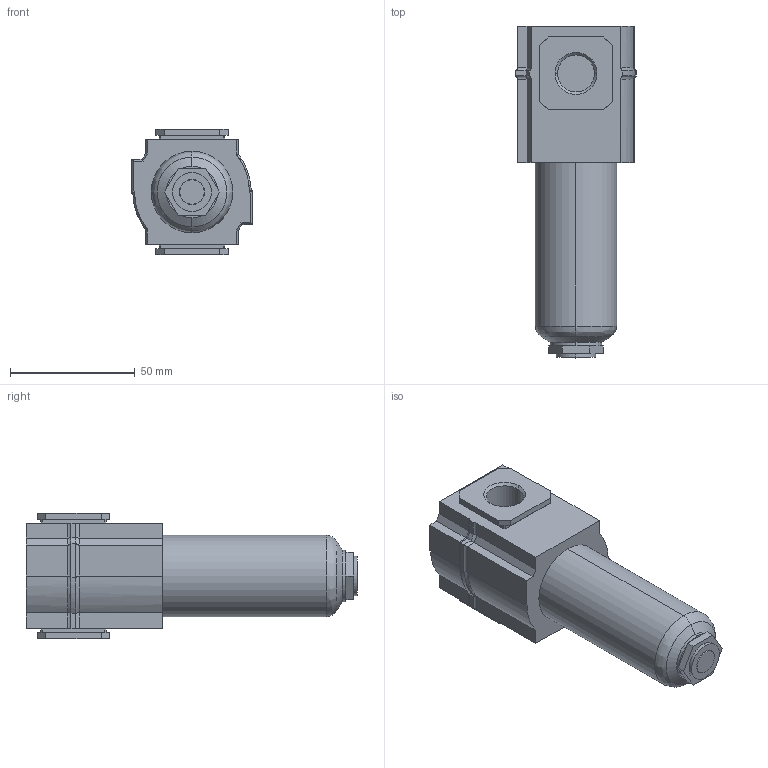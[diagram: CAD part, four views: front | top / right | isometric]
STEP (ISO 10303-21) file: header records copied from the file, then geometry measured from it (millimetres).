
FILE_DESCRIPTION (( 'STEP AP214' ), '1' );
FILE_NAME ('Norgren-F72V-3AN-ETC.STEP', '2020-12-08T14:23:59', ( '' ), ( '' ), 'SwSTEP 2.0', 'SolidWorks 2020', '' );
FILE_SCHEMA (( 'AUTOMOTIVE_DESIGN' ));
Length unit declared in the file: millimetre
Products named in the file (4): F72_ss_08; F72_ss_05; Norgren-F72V-3AN-ETC; F72_ss_41_3-8
Assembly tree (3 placements, depth 2):
  Norgren-F72V-3AN-ETC
    F72_ss_41_3-8
    F72_ss_08
    F72_ss_05
Bounding box: 48.4 x 132.94 x 50.25 mm (x, y, z)
Volume: 158404 mm3; surface area: 25189.1 mm2
Topology: 3 solids, 3 shells, 142 faces, 343 edges, 213 vertices
Faces by surface type: plane 88, cylinder 28, bspline 20, cone 6
Entity records: 5278 total; most frequent: CARTESIAN_POINT 1271, ORIENTED_EDGE 686, DIRECTION 592, EDGE_CURVE 343, VECTOR 252, LINE 252, VERTEX_POINT 213, AXIS2_PLACEMENT_3D 170
